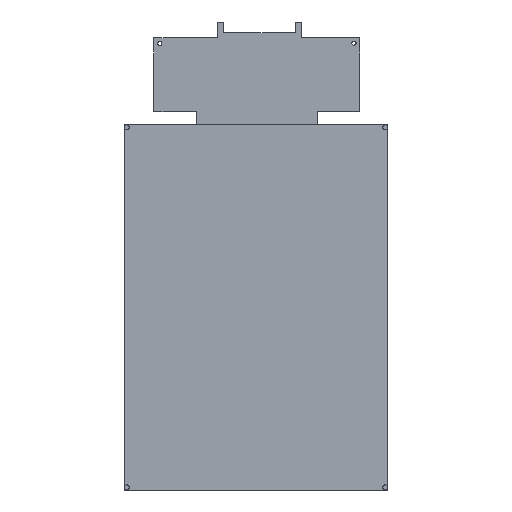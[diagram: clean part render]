
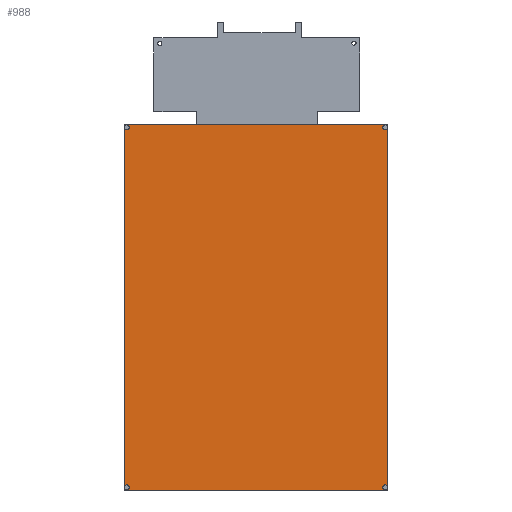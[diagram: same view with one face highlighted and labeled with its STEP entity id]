
A CAD part, front view. The second image highlights one B-rep face of the part: STEP entity #988.
In plain terms, the highlighted planar face has unit normal (0, -1, 0).
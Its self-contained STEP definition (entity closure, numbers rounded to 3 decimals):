
#27=PLANE('',#1067);
#80=FACE_OUTER_BOUND('',#138,.T.);
#138=EDGE_LOOP('',(#705,#706,#707,#708,#709,#710,#711,#712,#713,#714));
#200=LINE('',#1436,#322);
#201=LINE('',#1442,#323);
#202=LINE('',#1446,#324);
#203=LINE('',#1449,#325);
#322=VECTOR('',#1159,10.);
#323=VECTOR('',#1164,10.);
#324=VECTOR('',#1167,10.);
#325=VECTOR('',#1170,10.);
#442=CIRCLE('',#1062,0.48);
#444=CIRCLE('',#1064,0.48);
#445=CIRCLE('',#1068,0.48);
#446=CIRCLE('',#1069,0.48);
#447=CIRCLE('',#1070,0.48);
#448=CIRCLE('',#1071,0.48);
#462=VERTEX_POINT('',#1422);
#463=VERTEX_POINT('',#1424);
#464=VERTEX_POINT('',#1426);
#466=VERTEX_POINT('',#1435);
#467=VERTEX_POINT('',#1437);
#468=VERTEX_POINT('',#1439);
#469=VERTEX_POINT('',#1441);
#470=VERTEX_POINT('',#1443);
#471=VERTEX_POINT('',#1445);
#472=VERTEX_POINT('',#1447);
#555=EDGE_CURVE('',#463,#462,#442,.T.);
#557=EDGE_CURVE('',#462,#464,#444,.T.);
#560=EDGE_CURVE('',#466,#464,#200,.T.);
#561=EDGE_CURVE('',#466,#467,#445,.T.);
#562=EDGE_CURVE('',#467,#468,#446,.T.);
#563=EDGE_CURVE('',#469,#468,#201,.T.);
#564=EDGE_CURVE('',#469,#470,#447,.T.);
#565=EDGE_CURVE('',#471,#470,#202,.T.);
#566=EDGE_CURVE('',#471,#472,#448,.T.);
#567=EDGE_CURVE('',#463,#472,#203,.T.);
#705=ORIENTED_EDGE('',*,*,#555,.T.);
#706=ORIENTED_EDGE('',*,*,#557,.T.);
#707=ORIENTED_EDGE('',*,*,#560,.F.);
#708=ORIENTED_EDGE('',*,*,#561,.T.);
#709=ORIENTED_EDGE('',*,*,#562,.T.);
#710=ORIENTED_EDGE('',*,*,#563,.F.);
#711=ORIENTED_EDGE('',*,*,#564,.T.);
#712=ORIENTED_EDGE('',*,*,#565,.F.);
#713=ORIENTED_EDGE('',*,*,#566,.T.);
#714=ORIENTED_EDGE('',*,*,#567,.F.);
#988=ADVANCED_FACE('',(#80),#27,.F.);
#1062=AXIS2_PLACEMENT_3D('',#1425,#1145,#1146);
#1064=AXIS2_PLACEMENT_3D('',#1428,#1149,#1150);
#1067=AXIS2_PLACEMENT_3D('',#1434,#1157,#1158);
#1068=AXIS2_PLACEMENT_3D('',#1438,#1160,#1161);
#1069=AXIS2_PLACEMENT_3D('',#1440,#1162,#1163);
#1070=AXIS2_PLACEMENT_3D('',#1444,#1165,#1166);
#1071=AXIS2_PLACEMENT_3D('',#1448,#1168,#1169);
#1145=DIRECTION('center_axis',(0.,1.,0.));
#1146=DIRECTION('ref_axis',(1.,0.,0.));
#1149=DIRECTION('center_axis',(0.,1.,0.));
#1150=DIRECTION('ref_axis',(1.,0.,0.));
#1157=DIRECTION('center_axis',(0.,1.,0.));
#1158=DIRECTION('ref_axis',(1.,0.,0.));
#1159=DIRECTION('',(0.,0.,-1.));
#1160=DIRECTION('center_axis',(0.,1.,0.));
#1161=DIRECTION('ref_axis',(1.,0.,0.));
#1162=DIRECTION('center_axis',(0.,1.,0.));
#1163=DIRECTION('ref_axis',(1.,0.,0.));
#1164=DIRECTION('',(1.,0.,0.));
#1165=DIRECTION('center_axis',(0.,1.,0.));
#1166=DIRECTION('ref_axis',(1.,0.,0.));
#1167=DIRECTION('',(0.,0.,1.));
#1168=DIRECTION('center_axis',(0.,1.,0.));
#1169=DIRECTION('ref_axis',(1.,0.,0.));
#1170=DIRECTION('',(-1.,0.,0.));
#1422=CARTESIAN_POINT('',(52.877,0.,2.715));
#1424=CARTESIAN_POINT('',(53.357,0.,2.235));
#1425=CARTESIAN_POINT('Origin',(53.357,0.,2.715));
#1426=CARTESIAN_POINT('',(53.837,0.,2.715));
#1428=CARTESIAN_POINT('Origin',(53.357,0.,2.715));
#1434=CARTESIAN_POINT('Origin',(28.837,0.,36.835));
#1435=CARTESIAN_POINT('',(53.837,0.,70.955));
#1436=CARTESIAN_POINT('',(53.837,0.,71.435));
#1437=CARTESIAN_POINT('',(52.877,0.,70.955));
#1438=CARTESIAN_POINT('Origin',(53.357,0.,70.955));
#1439=CARTESIAN_POINT('',(53.357,0.,71.435));
#1440=CARTESIAN_POINT('Origin',(53.357,0.,70.955));
#1441=CARTESIAN_POINT('',(4.317,0.,71.435));
#1442=CARTESIAN_POINT('',(3.837,0.,71.435));
#1443=CARTESIAN_POINT('',(3.837,0.,70.955));
#1444=CARTESIAN_POINT('Origin',(4.317,0.,70.955));
#1445=CARTESIAN_POINT('',(3.837,0.,2.715));
#1446=CARTESIAN_POINT('',(3.837,0.,2.235));
#1447=CARTESIAN_POINT('',(4.317,0.,2.235));
#1448=CARTESIAN_POINT('Origin',(4.317,0.,2.715));
#1449=CARTESIAN_POINT('',(53.837,0.,2.235));
